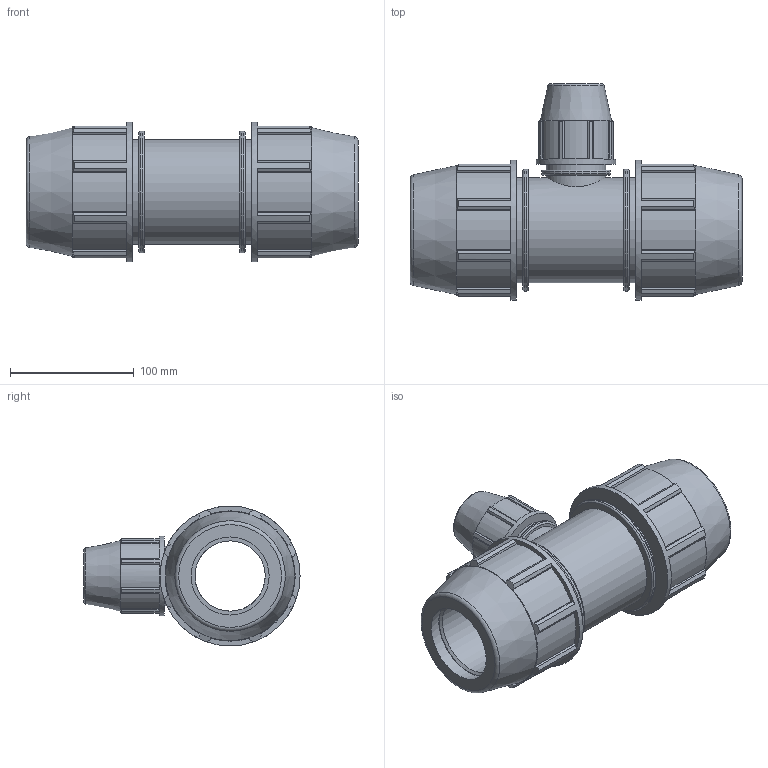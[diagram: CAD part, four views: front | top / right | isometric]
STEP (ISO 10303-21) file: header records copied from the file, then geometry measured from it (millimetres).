
FILE_DESCRIPTION(/* description */ ('PLASSON REDUCING TEE 63-32-63'),/* implementation_level */ '2;1');
FILE_NAME(/* name */ '073400063032_183400063032_0734060630320A.ipt.stp',/* time_stamp */ '2017-06-06T17:16:52+03:00',/* author */ ('Кирилл'),/* organization */ (''),/* preprocessor_version */ 'ST-DEVELOPER v15.6',/* originating_system */ 'Autodesk Inventor 2015',/* authorisation */ '');
FILE_SCHEMA (('AUTOMOTIVE_DESIGN { 1 0 10303 214 3 1 1 }'));
Length unit declared in the file: millimetre
Products named in the file (1): 073400063032_183400063032_0734060630320A
Bounding box: 268 x 174.5 x 113 mm (x, y, z)
Volume: 1280057.5 mm3; surface area: 188905.2 mm2
Topology: 1 solids, 1 shells, 199 faces, 533 edges, 351 vertices
Faces by surface type: plane 138, cylinder 40, cone 12, torus 9
Full cylindrical faces by diameter (mm): 28.8 x1, 32 x1, 48 x2, 55.68 x1, 56.7 x1, 63 x2, 64 x1, 84.75 x3, 98.31 x2, 113 x2
Entity records: 6223 total; most frequent: CARTESIAN_POINT 1236, DIRECTION 982, ORIENTED_EDGE 970, EDGE_CURVE 485, AXIS2_PLACEMENT_3D 347, VERTEX_POINT 341, LINE 288, VECTOR 288
